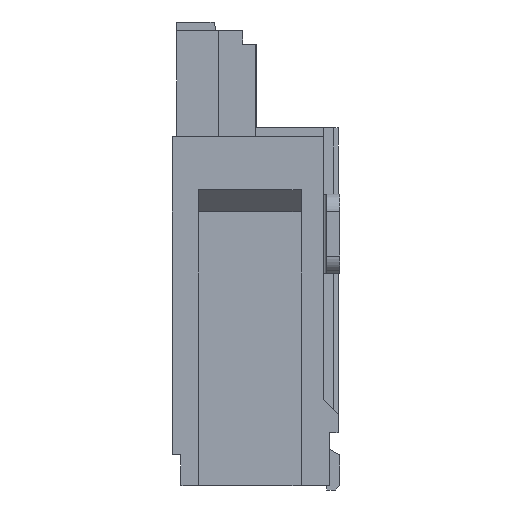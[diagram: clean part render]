
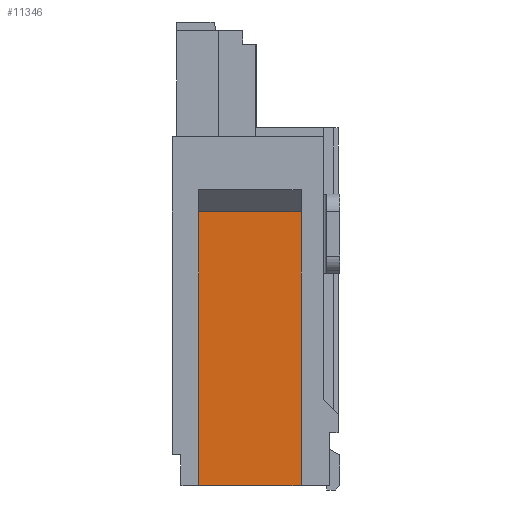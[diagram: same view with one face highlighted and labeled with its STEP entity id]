
A CAD part, left-side view. The second image highlights one B-rep face of the part: STEP entity #11346.
In plain terms, the highlighted planar face has unit normal (-1, 0, 0).
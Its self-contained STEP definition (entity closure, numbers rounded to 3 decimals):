
#4131=DIRECTION('',(0.,-1.,0.));
#4132=VECTOR('',#4131,1.16);
#4133=CARTESIAN_POINT('',(-3.1,1.58,-4.05));
#4134=LINE('',#4133,#4132);
#4155=DIRECTION('',(0.,1.,0.));
#4156=VECTOR('',#4155,1.16);
#4157=CARTESIAN_POINT('',(-3.1,0.42,-0.95));
#4158=LINE('',#4157,#4156);
#4159=DIRECTION('',(0.,0.,1.));
#4160=VECTOR('',#4159,3.1);
#4161=CARTESIAN_POINT('',(-3.1,1.58,-4.05));
#4162=LINE('',#4161,#4160);
#4171=DIRECTION('',(0.,0.,1.));
#4172=VECTOR('',#4171,3.1);
#4173=CARTESIAN_POINT('',(-3.1,0.42,-4.05));
#4174=LINE('',#4173,#4172);
#4324=CARTESIAN_POINT('',(-3.1,1.58,-4.05));
#4325=CARTESIAN_POINT('',(-3.1,0.42,-4.05));
#4326=VERTEX_POINT('',#4324);
#4327=VERTEX_POINT('',#4325);
#4394=CARTESIAN_POINT('',(-3.1,1.58,-0.95));
#4396=VERTEX_POINT('',#4394);
#4400=CARTESIAN_POINT('',(-3.1,0.42,-0.95));
#4401=VERTEX_POINT('',#4400);
#11332=CARTESIAN_POINT('',(-3.1,1.58,-4.05));
#11333=DIRECTION('',(1.,0.,0.));
#11334=DIRECTION('',(0.,-1.,0.));
#11335=AXIS2_PLACEMENT_3D('',#11332,#11333,#11334);
#11336=PLANE('',#11335);
#11338=ORIENTED_EDGE('',*,*,#11337,.F.);
#11340=ORIENTED_EDGE('',*,*,#11339,.F.);
#11341=ORIENTED_EDGE('',*,*,#11317,.F.);
#11343=ORIENTED_EDGE('',*,*,#11342,.T.);
#11344=EDGE_LOOP('',(#11338,#11340,#11341,#11343));
#11345=FACE_OUTER_BOUND('',#11344,.F.);
#11346=ADVANCED_FACE('',(#11345),#11336,.F.);
#11317=EDGE_CURVE('',#4326,#4327,#4134,.T.);
#11337=EDGE_CURVE('',#4401,#4396,#4158,.T.);
#11339=EDGE_CURVE('',#4327,#4401,#4174,.T.);
#11342=EDGE_CURVE('',#4326,#4396,#4162,.T.);
